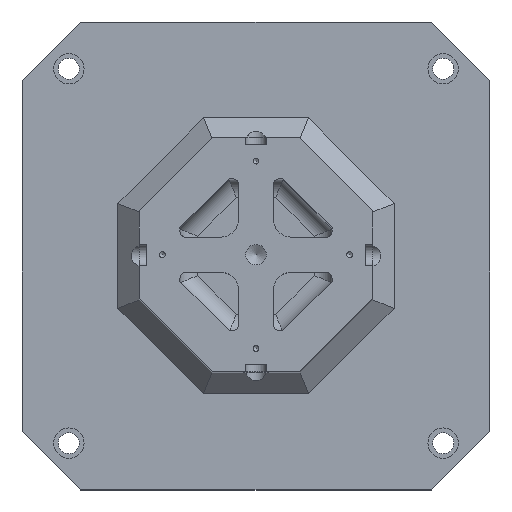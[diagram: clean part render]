
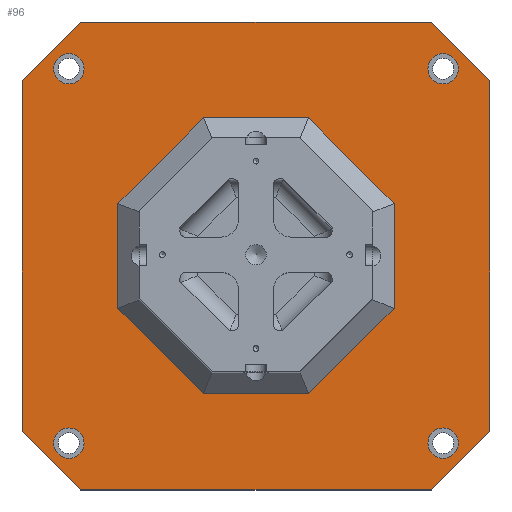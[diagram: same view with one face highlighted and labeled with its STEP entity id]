
A CAD part, top view. The second image highlights one B-rep face of the part: STEP entity #96.
In plain terms, the highlighted planar face has unit normal (0, 0, 1).
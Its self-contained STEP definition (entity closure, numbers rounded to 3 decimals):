
#96 = ADVANCED_FACE( '', ( #424, #425, #426, #427, #428, #429 ), #430, .T. );
#424 = FACE_BOUND( '', #1116, .T. );
#425 = FACE_BOUND( '', #1117, .T. );
#426 = FACE_BOUND( '', #1118, .T. );
#427 = FACE_BOUND( '', #1119, .T. );
#428 = FACE_BOUND( '', #1120, .T. );
#429 = FACE_OUTER_BOUND( '', #1121, .T. );
#430 = PLANE( '', #1122 );
#1116 = EDGE_LOOP( '', ( #2009 ) );
#1117 = EDGE_LOOP( '', ( #2010 ) );
#1118 = EDGE_LOOP( '', ( #2011 ) );
#1119 = EDGE_LOOP( '', ( #2012 ) );
#1120 = EDGE_LOOP( '', ( #2013, #2014, #2015, #2016, #2017, #2018, #2019, #2020 ) );
#1121 = EDGE_LOOP( '', ( #2021, #2022, #2023, #2024, #2025, #2026, #2027, #2028 ) );
#1122 = AXIS2_PLACEMENT_3D( '', #2029, #2030, #2031 );
#2009 = ORIENTED_EDGE( '', *, *, #3569, .T. );
#2010 = ORIENTED_EDGE( '', *, *, #3570, .T. );
#2011 = ORIENTED_EDGE( '', *, *, #3571, .T. );
#2012 = ORIENTED_EDGE( '', *, *, #3572, .T. );
#2013 = ORIENTED_EDGE( '', *, *, #3573, .T. );
#2014 = ORIENTED_EDGE( '', *, *, #3574, .T. );
#2015 = ORIENTED_EDGE( '', *, *, #3575, .T. );
#2016 = ORIENTED_EDGE( '', *, *, #3576, .T. );
#2017 = ORIENTED_EDGE( '', *, *, #3493, .T. );
#2018 = ORIENTED_EDGE( '', *, *, #3577, .T. );
#2019 = ORIENTED_EDGE( '', *, *, #3578, .T. );
#2020 = ORIENTED_EDGE( '', *, *, #3579, .T. );
#2021 = ORIENTED_EDGE( '', *, *, #3580, .T. );
#2022 = ORIENTED_EDGE( '', *, *, #3581, .T. );
#2023 = ORIENTED_EDGE( '', *, *, #3582, .T. );
#2024 = ORIENTED_EDGE( '', *, *, #3373, .T. );
#2025 = ORIENTED_EDGE( '', *, *, #3460, .T. );
#2026 = ORIENTED_EDGE( '', *, *, #3583, .T. );
#2027 = ORIENTED_EDGE( '', *, *, #3584, .T. );
#2028 = ORIENTED_EDGE( '', *, *, #3585, .T. );
#2029 = CARTESIAN_POINT( '', ( -200., -200., 40. ) );
#2030 = DIRECTION( '', ( 0., 0., 1. ) );
#2031 = DIRECTION( '', ( 1., 0., 0. ) );
#3373 = EDGE_CURVE( '', #3860, #3861, #3862, .F. );
#3460 = EDGE_CURVE( '', #3861, #4024, #4026, .T. );
#3493 = EDGE_CURVE( '', #4088, #4085, #4089, .T. );
#3569 = EDGE_CURVE( '', #4227, #4227, #4228, .T. );
#3570 = EDGE_CURVE( '', #4229, #4229, #4230, .T. );
#3571 = EDGE_CURVE( '', #4231, #4231, #4232, .T. );
#3572 = EDGE_CURVE( '', #4233, #4233, #4234, .T. );
#3573 = EDGE_CURVE( '', #4235, #4236, #4237, .T. );
#3574 = EDGE_CURVE( '', #4236, #4238, #4239, .T. );
#3575 = EDGE_CURVE( '', #4238, #4240, #4241, .T. );
#3576 = EDGE_CURVE( '', #4240, #4088, #4242, .T. );
#3577 = EDGE_CURVE( '', #4085, #4243, #4244, .T. );
#3578 = EDGE_CURVE( '', #4243, #4245, #4246, .T. );
#3579 = EDGE_CURVE( '', #4245, #4235, #4247, .T. );
#3580 = EDGE_CURVE( '', #4248, #4249, #4250, .T. );
#3581 = EDGE_CURVE( '', #4249, #4251, #4252, .F. );
#3582 = EDGE_CURVE( '', #4251, #3860, #4253, .T. );
#3583 = EDGE_CURVE( '', #4024, #4254, #4255, .F. );
#3584 = EDGE_CURVE( '', #4254, #4256, #4257, .T. );
#3585 = EDGE_CURVE( '', #4256, #4248, #4258, .F. );
#3860 = VERTEX_POINT( '', #4680 );
#3861 = VERTEX_POINT( '', #4681 );
#3862 = LINE( '', #4682, #4683 );
#4024 = VERTEX_POINT( '', #4902 );
#4026 = LINE( '', #4905, #4906 );
#4085 = VERTEX_POINT( '', #4979 );
#4088 = VERTEX_POINT( '', #4983 );
#4089 = LINE( '', #4984, #4985 );
#4227 = VERTEX_POINT( '', #5158 );
#4228 = CIRCLE( '', #5159, 13. );
#4229 = VERTEX_POINT( '', #5160 );
#4230 = CIRCLE( '', #5161, 13. );
#4231 = VERTEX_POINT( '', #5162 );
#4232 = CIRCLE( '', #5163, 13. );
#4233 = VERTEX_POINT( '', #5164 );
#4234 = CIRCLE( '', #5165, 13. );
#4235 = VERTEX_POINT( '', #5166 );
#4236 = VERTEX_POINT( '', #5167 );
#4237 = LINE( '', #5168, #5169 );
#4238 = VERTEX_POINT( '', #5170 );
#4239 = LINE( '', #5171, #5172 );
#4240 = VERTEX_POINT( '', #5173 );
#4241 = LINE( '', #5174, #5175 );
#4242 = LINE( '', #5176, #5177 );
#4243 = VERTEX_POINT( '', #5178 );
#4244 = LINE( '', #5179, #5180 );
#4245 = VERTEX_POINT( '', #5181 );
#4246 = LINE( '', #5182, #5183 );
#4247 = LINE( '', #5184, #5185 );
#4248 = VERTEX_POINT( '', #5186 );
#4249 = VERTEX_POINT( '', #5187 );
#4250 = LINE( '', #5188, #5189 );
#4251 = VERTEX_POINT( '', #5190 );
#4252 = LINE( '', #5191, #5192 );
#4253 = LINE( '', #5193, #5194 );
#4254 = VERTEX_POINT( '', #5195 );
#4255 = LINE( '', #5196, #5197 );
#4256 = VERTEX_POINT( '', #5198 );
#4257 = LINE( '', #5199, #5200 );
#4258 = LINE( '', #5201, #5202 );
#4680 = CARTESIAN_POINT( '', ( -150., 200., 40. ) );
#4681 = CARTESIAN_POINT( '', ( -200., 150., 40. ) );
#4682 = CARTESIAN_POINT( '', ( -375., -25., 40. ) );
#4683 = VECTOR( '', #5825, 1000. );
#4902 = CARTESIAN_POINT( '', ( -200., -150., 40. ) );
#4905 = CARTESIAN_POINT( '', ( -200., 200., 40. ) );
#4906 = VECTOR( '', #5965, 1000. );
#4979 = CARTESIAN_POINT( '', ( 118., 44.956, 40. ) );
#4983 = CARTESIAN_POINT( '', ( 44.956, 118., 40. ) );
#4984 = CARTESIAN_POINT( '', ( 112.728, 50.228, 40. ) );
#4985 = VECTOR( '', #6032, 1000. );
#5158 = CARTESIAN_POINT( '', ( -160., 147., 40. ) );
#5159 = AXIS2_PLACEMENT_3D( '', #6188, #6189, #6190 );
#5160 = CARTESIAN_POINT( '', ( -160., -173., 40. ) );
#5161 = AXIS2_PLACEMENT_3D( '', #6191, #6192, #6193 );
#5162 = CARTESIAN_POINT( '', ( 160., -173., 40. ) );
#5163 = AXIS2_PLACEMENT_3D( '', #6194, #6195, #6196 );
#5164 = CARTESIAN_POINT( '', ( 160., 147., 40. ) );
#5165 = AXIS2_PLACEMENT_3D( '', #6197, #6198, #6199 );
#5166 = CARTESIAN_POINT( '', ( -44.956, -118., 40. ) );
#5167 = CARTESIAN_POINT( '', ( -118., -44.956, 40. ) );
#5168 = CARTESIAN_POINT( '', ( -112.728, -50.228, 40. ) );
#5169 = VECTOR( '', #6200, 1000. );
#5170 = CARTESIAN_POINT( '', ( -118., 44.956, 40. ) );
#5171 = CARTESIAN_POINT( '', ( -118., 37.5, 40. ) );
#5172 = VECTOR( '', #6201, 1000. );
#5173 = CARTESIAN_POINT( '', ( -44.956, 118., 40. ) );
#5174 = CARTESIAN_POINT( '', ( -50.228, 112.728, 40. ) );
#5175 = VECTOR( '', #6202, 1000. );
#5176 = CARTESIAN_POINT( '', ( 37.5, 118., 40. ) );
#5177 = VECTOR( '', #6203, 1000. );
#5178 = CARTESIAN_POINT( '', ( 118., -44.956, 40. ) );
#5179 = CARTESIAN_POINT( '', ( 118., -37.5, 40. ) );
#5180 = VECTOR( '', #6204, 1000. );
#5181 = CARTESIAN_POINT( '', ( 44.956, -118., 40. ) );
#5182 = CARTESIAN_POINT( '', ( 50.228, -112.728, 40. ) );
#5183 = VECTOR( '', #6205, 1000. );
#5184 = CARTESIAN_POINT( '', ( -37.5, -118., 40. ) );
#5185 = VECTOR( '', #6206, 1000. );
#5186 = CARTESIAN_POINT( '', ( 200., -150., 40. ) );
#5187 = CARTESIAN_POINT( '', ( 200., 150., 40. ) );
#5188 = CARTESIAN_POINT( '', ( 200., -200., 40. ) );
#5189 = VECTOR( '', #6207, 1000. );
#5190 = CARTESIAN_POINT( '', ( 150., 200., 40. ) );
#5191 = CARTESIAN_POINT( '', ( 175., 175., 40. ) );
#5192 = VECTOR( '', #6208, 1000. );
#5193 = CARTESIAN_POINT( '', ( 200., 200., 40. ) );
#5194 = VECTOR( '', #6209, 1000. );
#5195 = CARTESIAN_POINT( '', ( -150., -200., 40. ) );
#5196 = CARTESIAN_POINT( '', ( -175., -175., 40. ) );
#5197 = VECTOR( '', #6210, 1000. );
#5198 = CARTESIAN_POINT( '', ( 150., -200., 40. ) );
#5199 = CARTESIAN_POINT( '', ( -200., -200., 40. ) );
#5200 = VECTOR( '', #6211, 1000. );
#5201 = CARTESIAN_POINT( '', ( -25., -375., 40. ) );
#5202 = VECTOR( '', #6212, 1000. );
#5825 = DIRECTION( '', ( 0.707, 0.707, 0. ) );
#5965 = DIRECTION( '', ( 0., -1., 0. ) );
#6032 = DIRECTION( '', ( 0.707, -0.707, 0. ) );
#6188 = CARTESIAN_POINT( '', ( -160., 160., 40. ) );
#6189 = DIRECTION( '', ( 0., 0., -1. ) );
#6190 = DIRECTION( '', ( 0., -1., 0. ) );
#6191 = CARTESIAN_POINT( '', ( -160., -160., 40. ) );
#6192 = DIRECTION( '', ( 0., 0., -1. ) );
#6193 = DIRECTION( '', ( 0., -1., 0. ) );
#6194 = CARTESIAN_POINT( '', ( 160., -160., 40. ) );
#6195 = DIRECTION( '', ( 0., 0., -1. ) );
#6196 = DIRECTION( '', ( 0., -1., 0. ) );
#6197 = CARTESIAN_POINT( '', ( 160., 160., 40. ) );
#6198 = DIRECTION( '', ( 0., 0., -1. ) );
#6199 = DIRECTION( '', ( 0., -1., 0. ) );
#6200 = DIRECTION( '', ( -0.707, 0.707, 0. ) );
#6201 = DIRECTION( '', ( 0., 1., 0. ) );
#6202 = DIRECTION( '', ( 0.707, 0.707, 0. ) );
#6203 = DIRECTION( '', ( 1., 0., 0. ) );
#6204 = DIRECTION( '', ( 0., -1., 0. ) );
#6205 = DIRECTION( '', ( -0.707, -0.707, 0. ) );
#6206 = DIRECTION( '', ( -1., 0., 0. ) );
#6207 = DIRECTION( '', ( 0., 1., 0. ) );
#6208 = DIRECTION( '', ( 0.707, -0.707, 0. ) );
#6209 = DIRECTION( '', ( -1., 0., 0. ) );
#6210 = DIRECTION( '', ( -0.707, 0.707, 0. ) );
#6211 = DIRECTION( '', ( 1., 0., 0. ) );
#6212 = DIRECTION( '', ( -0.707, -0.707, 0. ) );
